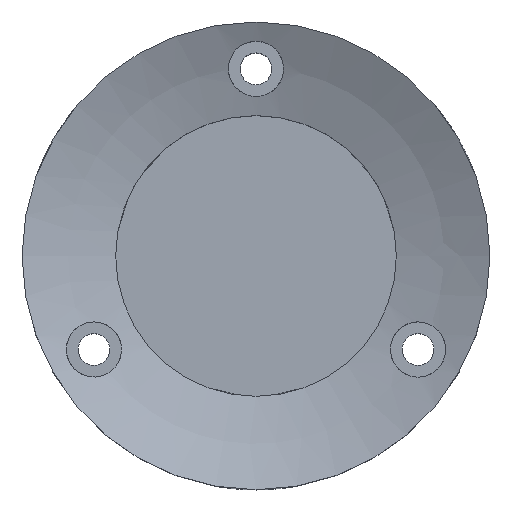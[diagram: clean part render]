
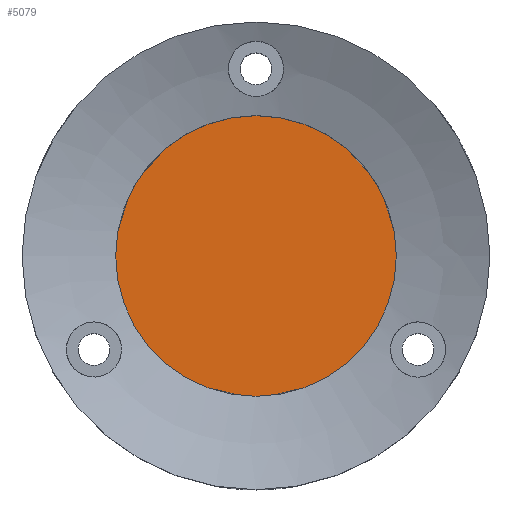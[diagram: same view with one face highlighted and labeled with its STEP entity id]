
A CAD part, top view. The second image highlights one B-rep face of the part: STEP entity #5079.
In plain terms, the highlighted planar face has unit normal (0, 0, 1).
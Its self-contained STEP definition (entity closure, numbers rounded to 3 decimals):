
#2455 = CYLINDRICAL_SURFACE('',#2456,15.);
#2456 = AXIS2_PLACEMENT_3D('',#2457,#2458,#2459);
#2457 = CARTESIAN_POINT('',(0.,0.,3.15));
#2458 = DIRECTION('',(0.,0.,1.));
#2459 = DIRECTION('',(1.,0.,0.));
#3391 = VERTEX_POINT('',#3392);
#3392 = CARTESIAN_POINT('',(15.,0.,3.15));
#3413 = EDGE_CURVE('',#3391,#3391,#3414,.T.);
#3414 = SURFACE_CURVE('',#3415,(#3420,#3427),.PCURVE_S1.);
#3415 = CIRCLE('',#3416,15.);
#3416 = AXIS2_PLACEMENT_3D('',#3417,#3418,#3419);
#3417 = CARTESIAN_POINT('',(0.,0.,3.15));
#3418 = DIRECTION('',(0.,0.,-1.));
#3419 = DIRECTION('',(1.,0.,0.));
#3420 = PCURVE('',#2455,#3421);
#3421 = DEFINITIONAL_REPRESENTATION('',(#3422),#3426);
#3422 = LINE('',#3423,#3424);
#3423 = CARTESIAN_POINT('',(-0.,0.));
#3424 = VECTOR('',#3425,1.);
#3425 = DIRECTION('',(-1.,0.));
#3426 = ( GEOMETRIC_REPRESENTATION_CONTEXT(2) 
PARAMETRIC_REPRESENTATION_CONTEXT() REPRESENTATION_CONTEXT('2D SPACE',''
  ) );
#3427 = PCURVE('',#3428,#3433);
#3428 = PLANE('',#3429);
#3429 = AXIS2_PLACEMENT_3D('',#3430,#3431,#3432);
#3430 = CARTESIAN_POINT('',(0.,0.,3.15));
#3431 = DIRECTION('',(-0.,0.,-1.));
#3432 = DIRECTION('',(1.,0.,0.));
#3433 = DEFINITIONAL_REPRESENTATION('',(#3434),#3438);
#3434 = CIRCLE('',#3435,15.);
#3435 = AXIS2_PLACEMENT_2D('',#3436,#3437);
#3436 = CARTESIAN_POINT('',(0.,0.));
#3437 = DIRECTION('',(1.,0.));
#3438 = ( GEOMETRIC_REPRESENTATION_CONTEXT(2) 
PARAMETRIC_REPRESENTATION_CONTEXT() REPRESENTATION_CONTEXT('2D SPACE',''
  ) );
#5079 = ADVANCED_FACE('',(#5080),#3428,.F.);
#5080 = FACE_BOUND('',#5081,.T.);
#5081 = EDGE_LOOP('',(#5082));
#5082 = ORIENTED_EDGE('',*,*,#3413,.F.);
